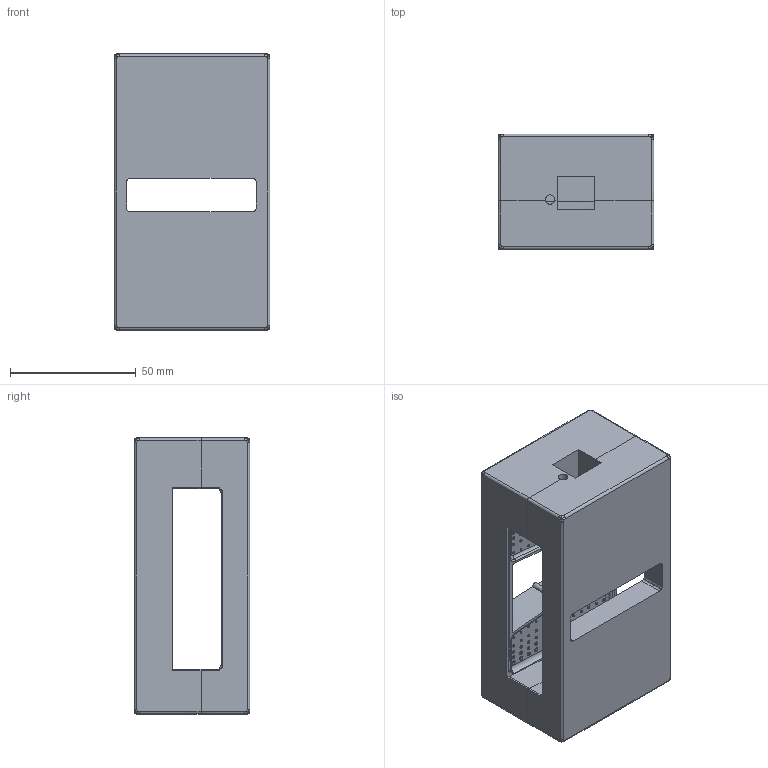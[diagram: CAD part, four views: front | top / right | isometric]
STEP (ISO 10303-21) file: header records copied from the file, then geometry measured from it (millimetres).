
FILE_DESCRIPTION(/* description */ (''),/* implementation_level */ '2;1');
FILE_NAME(/* name */ 'DIN Rail Mount for USB-6008.step',/* time_stamp */ '2023-06-13T11:32:54+02:00',/* author */ (''),/* organization */ (''),/* preprocessor_version */ 'ST-DEVELOPER v19.2',/* originating_system */ 'Autodesk Translation Framework v12.6.0.85',/* authorisation */ '');
FILE_SCHEMA (('AUTOMOTIVE_DESIGN { 1 0 10303 214 3 1 1 }'));
Length unit declared in the file: millimetre
Products named in the file (1): DIN Rail Mount for USB-6008
Bounding box: 62 x 46 x 110 mm (x, y, z)
Volume: 171167.2 mm3; surface area: 45438.8 mm2
Topology: 2 solids, 2 shells, 947 faces, 2209 edges, 1412 vertices
Faces by surface type: torus 308, plane 215, cone 179, bspline 111, cylinder 110, sphere 24
Full cylindrical faces by diameter (mm): 2.4 x10
Entity records: 31887 total; most frequent: CARTESIAN_POINT 9315, DIRECTION 5337, ORIENTED_EDGE 4418, AXIS2_PLACEMENT_3D 2431, EDGE_CURVE 2209, CIRCLE 1559, VERTEX_POINT 1412, EDGE_LOOP 1105
